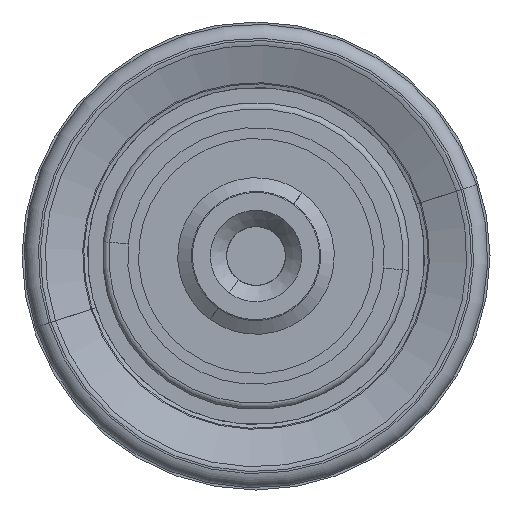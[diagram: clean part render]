
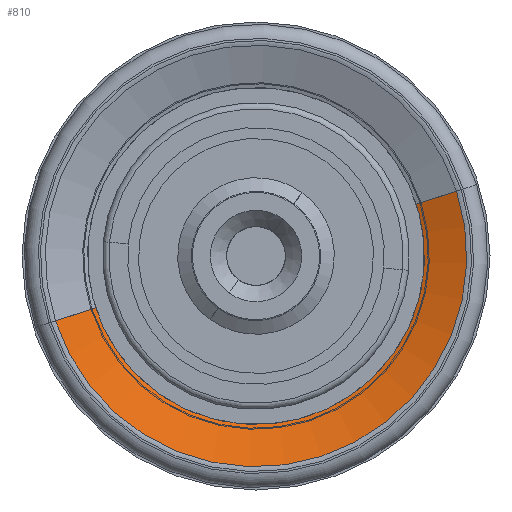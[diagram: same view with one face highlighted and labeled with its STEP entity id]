
A CAD part, left-side view. The second image highlights one B-rep face of the part: STEP entity #810.
In plain terms, the highlighted conical face has half-angle 70 degrees and reference radius 6.831 mm.
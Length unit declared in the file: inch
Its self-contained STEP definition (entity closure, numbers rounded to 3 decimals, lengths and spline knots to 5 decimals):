
#315 = CARTESIAN_POINT ( 'NONE',  ( -0.77264, 0., 0. ) ) ;
#317 = DIRECTION ( 'NONE',  ( -1., 0., 0. ) ) ;
#319 = DIRECTION ( 'NONE',  ( 0., -0.951, 0.308 ) ) ;
#329 = DIRECTION ( 'NONE',  ( -0.342, -0.894, 0.289 ) ) ;
#333 = CARTESIAN_POINT ( 'NONE',  ( -0.79721, 0., 0. ) ) ;
#335 = DIRECTION ( 'NONE',  ( -1., 0., 0. ) ) ;
#336 = DIRECTION ( 'NONE',  ( 0., -0.951, 0.308 ) ) ;
#338 = CARTESIAN_POINT ( 'NONE',  ( -0.77264, -0.25589, 0.08278 ) ) ;
#681 = EDGE_CURVE ( 'NONE', #1219, #1209, #2743, .T. ) ;
#684 = EDGE_CURVE ( 'NONE', #1219, #1201, #2747, .T. ) ;
#686 = EDGE_CURVE ( 'NONE', #1209, #1213, #2748, .T. ) ;
#688 = EDGE_CURVE ( 'NONE', #1201, #1213, #2750, .T. ) ;
#810 = ADVANCED_FACE ( 'NONE', ( #2930 ), #2937, .F. ) ;
#897 = DIRECTION ( 'NONE',  ( -0.342, 0.894, -0.289 ) ) ;
#901 = CARTESIAN_POINT ( 'NONE',  ( -0.77264, 0.25589, -0.08278 ) ) ;
#1201 = VERTEX_POINT ( 'NONE', #1976 ) ;
#1209 = VERTEX_POINT ( 'NONE', #1972 ) ;
#1213 = VERTEX_POINT ( 'NONE', #1980 ) ;
#1219 = VERTEX_POINT ( 'NONE', #1983 ) ;
#1227 = AXIS2_PLACEMENT_3D ( 'NONE', #315, #317, #319 ) ;
#1229 = AXIS2_PLACEMENT_3D ( 'NONE', #333, #335, #336 ) ;
#1322 = AXIS2_PLACEMENT_3D ( 'NONE', #1514, #1512, #1510 ) ;
#1510 = DIRECTION ( 'NONE',  ( 0., -0.951, 0.308 ) ) ;
#1512 = DIRECTION ( 'NONE',  ( -1., 0., 0. ) ) ;
#1514 = CARTESIAN_POINT ( 'NONE',  ( -0.77264, 0., 0. ) ) ;
#1532 = ORIENTED_EDGE ( 'NONE', *, *, #686, .T. ) ;
#1542 = ORIENTED_EDGE ( 'NONE', *, *, #681, .T. ) ;
#1551 = ORIENTED_EDGE ( 'NONE', *, *, #688, .F. ) ;
#1636 = ORIENTED_EDGE ( 'NONE', *, *, #684, .F. ) ;
#1677 = EDGE_LOOP ( 'NONE', ( #1636, #1542, #1532, #1551 ) ) ;
#1972 = CARTESIAN_POINT ( 'NONE',  ( -0.79721, 0.32011, -0.10356 ) ) ;
#1976 = CARTESIAN_POINT ( 'NONE',  ( -0.77264, -0.25589, 0.08278 ) ) ;
#1980 = CARTESIAN_POINT ( 'NONE',  ( -0.79721, -0.32011, 0.10356 ) ) ;
#1983 = CARTESIAN_POINT ( 'NONE',  ( -0.77264, 0.25589, -0.08278 ) ) ;
#2743 = LINE ( 'NONE', #901, #2746 ) ;
#2746 = VECTOR ( 'NONE', #897, 39.37008 ) ;
#2747 = CIRCLE ( 'NONE', #1227, 0.26895 ) ;
#2748 = CIRCLE ( 'NONE', #1229, 0.33645 ) ;
#2750 = LINE ( 'NONE', #338, #2754 ) ;
#2754 = VECTOR ( 'NONE', #329, 39.37008 ) ;
#2930 = FACE_OUTER_BOUND ( 'NONE', #1677, .T. ) ;
#2937 = CONICAL_SURFACE ( 'NONE', #1322, 0.26895, 1.222 ) ;
